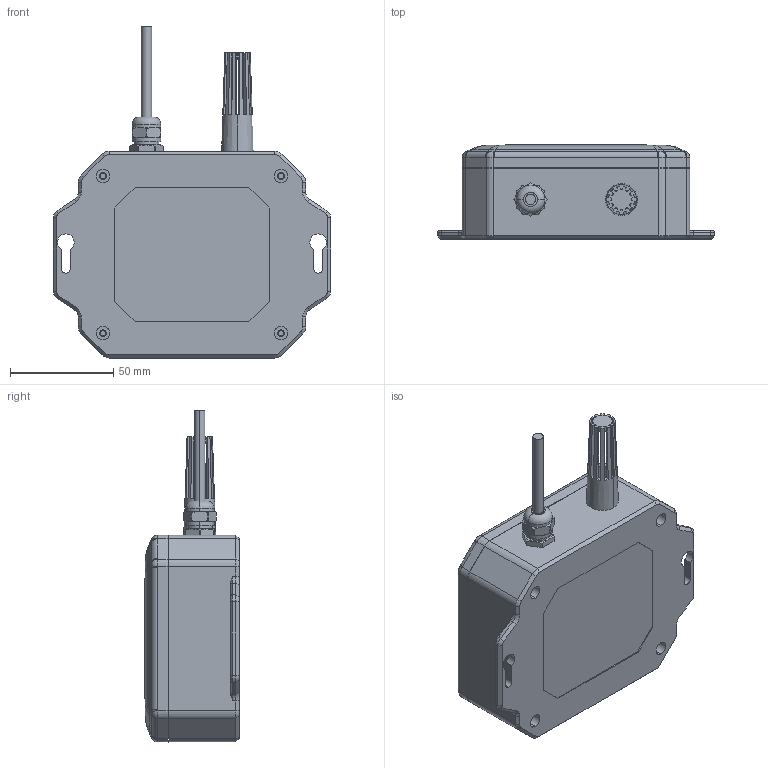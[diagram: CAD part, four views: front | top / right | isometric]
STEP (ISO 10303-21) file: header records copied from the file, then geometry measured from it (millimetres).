
FILE_DESCRIPTION (( 'STEP AP214' ), '1' );
FILE_NAME ('SRTH100-2001-6301_3D.STEP', '2022-03-11T16:29:15', ( '' ), ( '' ), 'SwSTEP 2.0', 'SolidWorks 2021', '' );
FILE_SCHEMA (( 'AUTOMOTIVE_DESIGN' ));
Length unit declared in the file: inch
Products named in the file (8): GJQ-1; SG-1; 1; M12X1-FANGSHUI-01; PCB; SRTH100-2001-6301_3D; GJQ-2; DZ-1
Assembly tree (7 placements, depth 2):
  SRTH100-2001-6301_3D
    DZ-1
    SG-1
    GJQ-1
    PCB
    GJQ-2
    M12X1-FANGSHUI-01
    1
Bounding box: 134 x 45.5 x 160.5 mm (x, y, z)
Volume: 163026.2 mm3; surface area: 119149 mm2
Topology: 7 solids, 7 shells, 770 faces, 2103 edges, 1358 vertices
Faces by surface type: plane 361, cylinder 303, cone 58, bspline 46, torus 2
Entity records: 27776 total; most frequent: CARTESIAN_POINT 7734, ORIENTED_EDGE 4206, DIRECTION 4103, EDGE_CURVE 2103, AXIS2_PLACEMENT_3D 1450, VERTEX_POINT 1358, VECTOR 1203, LINE 1203
